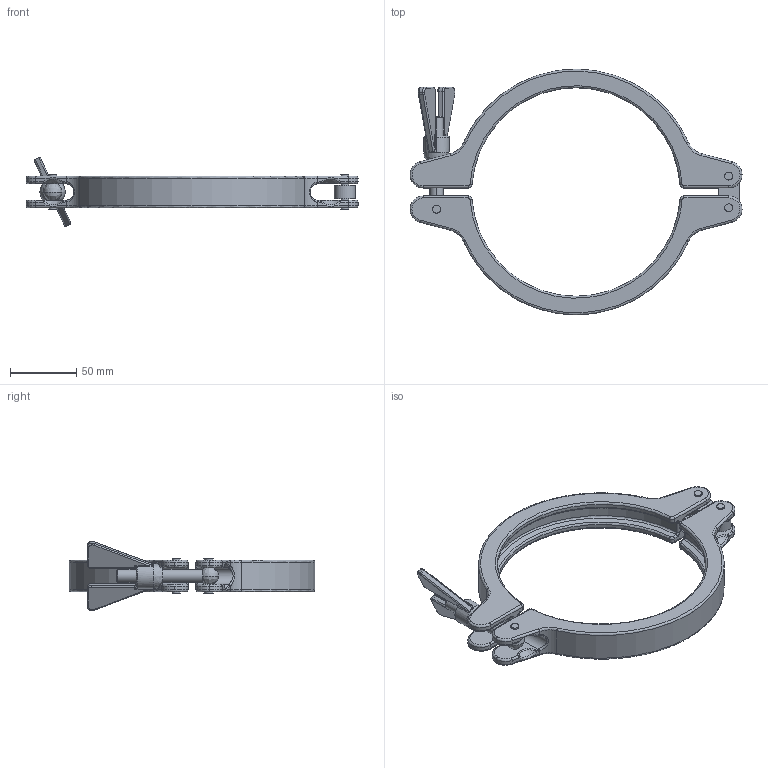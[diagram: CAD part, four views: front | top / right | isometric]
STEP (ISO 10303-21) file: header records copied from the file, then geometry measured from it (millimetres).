
FILE_DESCRIPTION (( 'STEP AP214' ), '1' );
FILE_NAME ('101.167.0SH.STEP', '2018-07-26T13:53:16', ( '' ), ( '' ), 'SwSTEP 2.0', 'SolidWorks 2016', '' );
FILE_SCHEMA (( 'AUTOMOTIVE_DESIGN' ));
Length unit declared in the file: millimetre
Products named in the file (2): 101.167.0SH
Bounding box: 250 x 185 x 52.2 mm (x, y, z)
Volume: 189833.2 mm3; surface area: 66157 mm2
Topology: 1 solids, 1 shells, 387 faces, 904 edges, 516 vertices
Faces by surface type: bspline 187, cylinder 139, plane 55, cone 6
Entity records: 17115 total; most frequent: CARTESIAN_POINT 9348, ORIENTED_EDGE 1772, DIRECTION 1468, EDGE_CURVE 886, AXIS2_PLACEMENT_3D 609, VERTEX_POINT 516, EDGE_LOOP 408, CIRCLE 407
